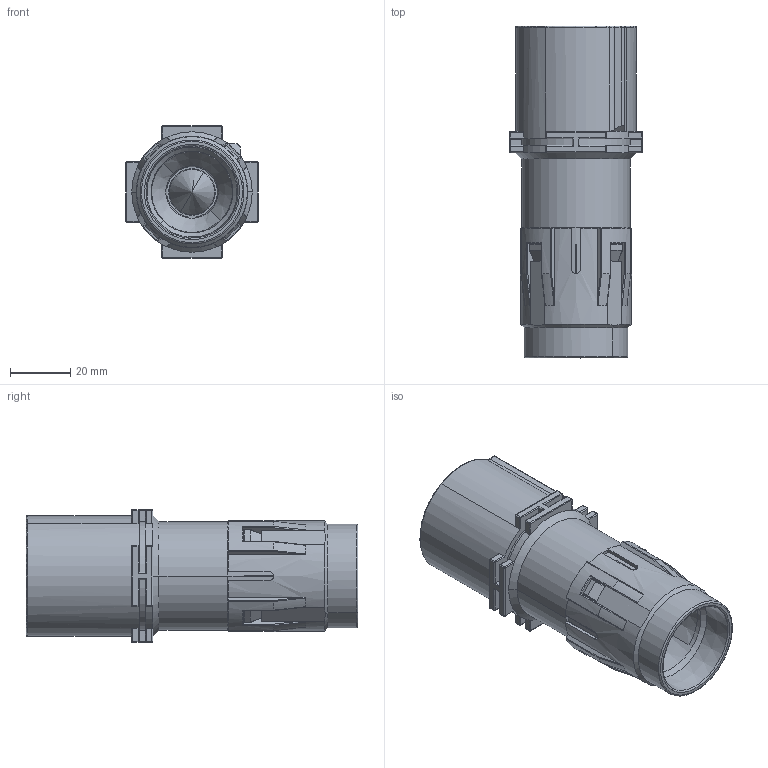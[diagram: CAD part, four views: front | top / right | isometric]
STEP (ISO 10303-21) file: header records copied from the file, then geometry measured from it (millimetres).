
FILE_DESCRIPTION((''),'2;1');
FILE_NAME('11_ASM','2020-09-23T',('lian.chen'),(''),'PRO/ENGINEER BY PARAMETRIC TECHNOLOGY CORPORATION, 2012480','PRO/ENGINEER BY PARAMETRIC TECHNOLOGY CORPORATION, 2012480','');
FILE_SCHEMA(('AUTOMOTIVE_DESIGN { 1 0 10303 214 1 1 1 1 }'));
Length unit declared in the file: millimetre
Products named in the file (3): PRT0073; PRT0058; 11_ASM
Assembly tree (2 placements, depth 2):
  11_ASM
    PRT0073
    PRT0058
Bounding box: 44 x 110.2 x 44 mm (x, y, z)
Volume: 74304.1 mm3; surface area: 54090.7 mm2
Topology: 2 solids, 4 shells, 600 faces, 1677 edges, 1047 vertices
Faces by surface type: cylinder 249, plane 196, cone 69, torus 36, sphere 32, bspline 18
Entity records: 29148 total; most frequent: CARTESIAN_POINT 10787, ORIENTED_EDGE 3274, DIRECTION 3041, EDGE_CURVE 1641, AXIS2_PLACEMENT_3D 1161, VERTEX_POINT 1047, VECTOR 719, LINE 719
